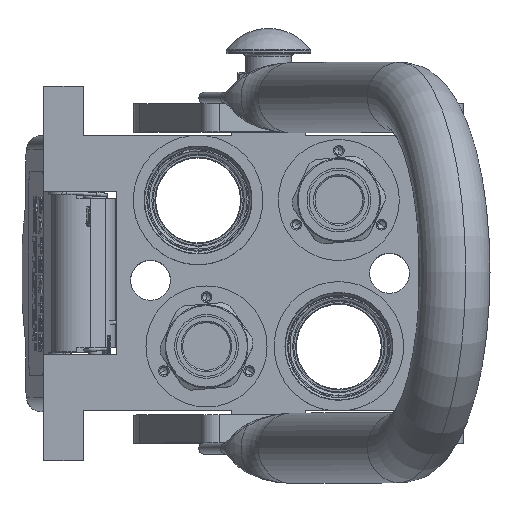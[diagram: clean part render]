
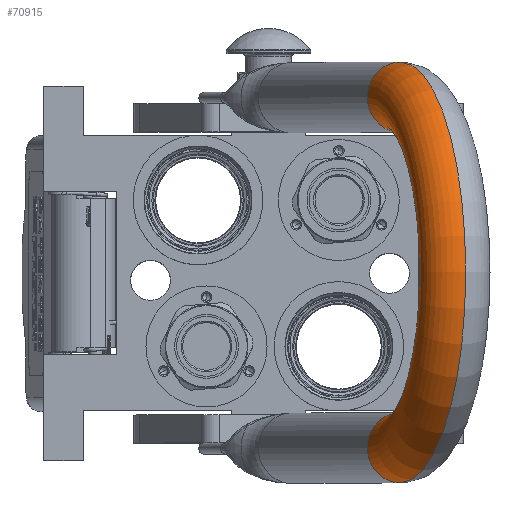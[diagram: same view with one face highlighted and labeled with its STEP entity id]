
A CAD part, top view. The second image highlights one B-rep face of the part: STEP entity #70915.
In plain terms, the highlighted toroidal (fillet/blend) face has major radius 62.25 mm and minor radius 12.5 mm.
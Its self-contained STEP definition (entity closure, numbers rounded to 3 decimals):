
#2830 = AXIS2_PLACEMENT_3D ( 'NONE', #20678, #100027, #79973 ) ;
#4581 = EDGE_CURVE ( 'NONE', #70521, #22999, #82144, .T. ) ;
#9396 = ORIENTED_EDGE ( 'NONE', *, *, #4581, .T. ) ;
#10099 = ORIENTED_EDGE ( 'NONE', *, *, #120098, .F. ) ;
#10576 = DIRECTION ( 'NONE',  ( 1., 0., 0. ) ) ;
#14592 = AXIS2_PLACEMENT_3D ( 'NONE', #113484, #94671, #85690 ) ;
#14881 = DIRECTION ( 'NONE',  ( -1., 0., 0. ) ) ;
#20678 = CARTESIAN_POINT ( 'NONE',  ( 0., 0., 125.25 ) ) ;
#21622 = CIRCLE ( 'NONE', #93464, 12.5 ) ;
#22999 = VERTEX_POINT ( 'NONE', #82966 ) ;
#23967 = ORIENTED_EDGE ( 'NONE', *, *, #106990, .F. ) ;
#32625 = CARTESIAN_POINT ( 'NONE',  ( -74.75, 0., 125.25 ) ) ;
#32947 = CARTESIAN_POINT ( 'NONE',  ( 49.75, 0., 125.25 ) ) ;
#34324 = AXIS2_PLACEMENT_3D ( 'NONE', #91694, #54144, #14881 ) ;
#34504 = CIRCLE ( 'NONE', #34324, 74.75 ) ;
#40770 = DIRECTION ( 'NONE',  ( -1., 0., 0. ) ) ;
#51075 = DIRECTION ( 'NONE',  ( 0., 0., 1. ) ) ;
#53483 = CARTESIAN_POINT ( 'NONE',  ( 74.75, 0., 125.25 ) ) ;
#54144 = DIRECTION ( 'NONE',  ( 0., 1., 0. ) ) ;
#59614 = CARTESIAN_POINT ( 'NONE',  ( 62.25, 0., 125.25 ) ) ;
#62718 = ORIENTED_EDGE ( 'NONE', *, *, #126245, .T. ) ;
#70521 = VERTEX_POINT ( 'NONE', #32625 ) ;
#70915 = ADVANCED_FACE ( 'NONE', ( #75751 ), #72740, .T. ) ;
#72740 = TOROIDAL_SURFACE ( 'NONE', #2830, 62.25, 12.5 ) ;
#75751 = FACE_OUTER_BOUND ( 'NONE', #107030, .T. ) ;
#78368 = DIRECTION ( 'NONE',  ( 0., 0., -1. ) ) ;
#79973 = DIRECTION ( 'NONE',  ( 1., 0., 0. ) ) ;
#82144 = CIRCLE ( 'NONE', #126631, 12.5 ) ;
#82966 = CARTESIAN_POINT ( 'NONE',  ( -49.75, 0., 125.25 ) ) ;
#84981 = VERTEX_POINT ( 'NONE', #32947 ) ;
#85690 = DIRECTION ( 'NONE',  ( -1., 0., 0. ) ) ;
#91694 = CARTESIAN_POINT ( 'NONE',  ( 0., 0., 125.25 ) ) ;
#92143 = CIRCLE ( 'NONE', #14592, 49.75 ) ;
#93464 = AXIS2_PLACEMENT_3D ( 'NONE', #59614, #78368, #10576 ) ;
#94671 = DIRECTION ( 'NONE',  ( 0., 1., 0. ) ) ;
#99273 = CARTESIAN_POINT ( 'NONE',  ( -62.25, 0., 125.25 ) ) ;
#100027 = DIRECTION ( 'NONE',  ( 0., 1., 0. ) ) ;
#105386 = VERTEX_POINT ( 'NONE', #53483 ) ;
#106990 = EDGE_CURVE ( 'NONE', #70521, #105386, #34504, .T. ) ;
#107030 = EDGE_LOOP ( 'NONE', ( #62718, #10099, #23967, #9396 ) ) ;
#113484 = CARTESIAN_POINT ( 'NONE',  ( 0., 0., 125.25 ) ) ;
#120098 = EDGE_CURVE ( 'NONE', #105386, #84981, #21622, .T. ) ;
#126245 = EDGE_CURVE ( 'NONE', #22999, #84981, #92143, .T. ) ;
#126631 = AXIS2_PLACEMENT_3D ( 'NONE', #99273, #51075, #40770 ) ;
